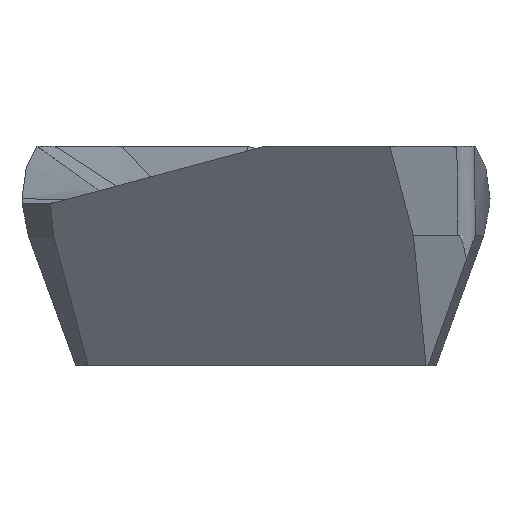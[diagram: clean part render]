
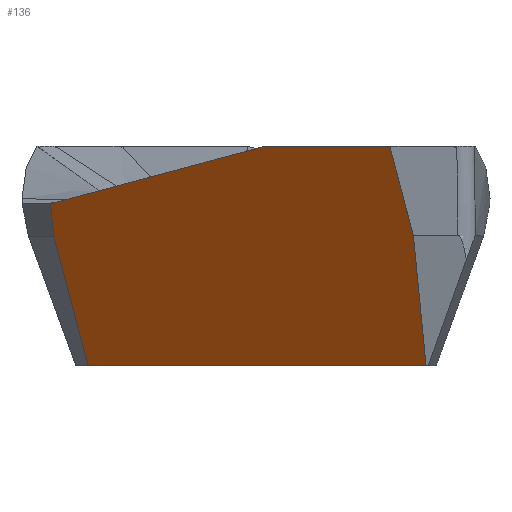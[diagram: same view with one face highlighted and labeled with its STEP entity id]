
A CAD part, left-side view. The second image highlights one B-rep face of the part: STEP entity #136.
In plain terms, the highlighted planar face has unit normal (-0.814, 0.47, -0.342).
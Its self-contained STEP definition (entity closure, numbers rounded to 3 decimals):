
#88=FACE_OUTER_BOUND('',#232,.T.);
#136=ADVANCED_FACE('',(#88),#171,.F.);
#171=PLANE('',#1043);
#232=EDGE_LOOP('',(#392,#393,#394,#395,#396,#397,#398,#399));
#392=ORIENTED_EDGE('',*,*,#674,.F.);
#393=ORIENTED_EDGE('',*,*,#675,.F.);
#394=ORIENTED_EDGE('',*,*,#673,.T.);
#395=ORIENTED_EDGE('',*,*,#676,.T.);
#396=ORIENTED_EDGE('',*,*,#590,.T.);
#397=ORIENTED_EDGE('',*,*,#677,.F.);
#398=ORIENTED_EDGE('',*,*,#678,.F.);
#399=ORIENTED_EDGE('',*,*,#679,.F.);
#511=VERTEX_POINT('',#1522);
#512=VERTEX_POINT('',#1524);
#569=VERTEX_POINT('',#2541);
#571=VERTEX_POINT('',#2576);
#572=VERTEX_POINT('',#2580);
#573=VERTEX_POINT('',#2581);
#574=VERTEX_POINT('',#2585);
#575=VERTEX_POINT('',#2587);
#590=EDGE_CURVE('',#512,#511,#832,.T.);
#673=EDGE_CURVE('',#569,#571,#870,.T.);
#674=EDGE_CURVE('',#572,#573,#871,.T.);
#675=EDGE_CURVE('',#569,#572,#872,.T.);
#676=EDGE_CURVE('',#571,#512,#873,.T.);
#677=EDGE_CURVE('',#574,#511,#874,.T.);
#678=EDGE_CURVE('',#575,#574,#875,.T.);
#679=EDGE_CURVE('',#573,#575,#876,.T.);
#832=LINE('',#1523,#902);
#870=LINE('',#2577,#940);
#871=LINE('',#2579,#941);
#872=LINE('',#2582,#942);
#873=LINE('',#2583,#943);
#874=LINE('',#2584,#944);
#875=LINE('',#2586,#945);
#876=LINE('',#2588,#946);
#902=VECTOR('',#1097,1.);
#940=VECTOR('',#1167,1.);
#941=VECTOR('',#1170,1.);
#942=VECTOR('',#1171,1.);
#943=VECTOR('',#1172,1.);
#944=VECTOR('',#1173,1.);
#945=VECTOR('',#1174,1.);
#946=VECTOR('',#1175,1.);
#1043=AXIS2_PLACEMENT_3D('',#2589,#1176,#1177);
#1097=DIRECTION('',(-0.5,-0.866,0.));
#1167=DIRECTION('',(0.339,-0.094,-0.936));
#1170=DIRECTION('',(-0.555,-0.804,0.215));
#1171=DIRECTION('',(-0.555,-0.804,0.215));
#1172=DIRECTION('',(0.249,-0.249,-0.936));
#1173=DIRECTION('',(0.341,-0.091,-0.936));
#1174=DIRECTION('',(0.251,-0.247,-0.936));
#1175=DIRECTION('',(-0.5,-0.866,0.));
#1176=DIRECTION('',(0.814,-0.47,0.342));
#1177=DIRECTION('',(-0.5,-0.866,0.));
#1522=CARTESIAN_POINT('',(-9.375,-3.878,-5.));
#1523=CARTESIAN_POINT('',(-4.927,3.826,-5.));
#1524=CARTESIAN_POINT('',(-4.927,3.826,-5.));
#2541=CARTESIAN_POINT('',(-5.982,4.686,-1.309));
#2576=CARTESIAN_POINT('',(-5.713,4.612,-2.051));
#2577=CARTESIAN_POINT('',(-5.982,4.686,-1.309));
#2579=CARTESIAN_POINT('',(-6.041,4.601,-1.286));
#2580=CARTESIAN_POINT('',(-6.041,4.601,-1.286));
#2581=CARTESIAN_POINT('',(-9.352,-0.199,0.));
#2582=CARTESIAN_POINT('',(-5.982,4.686,-1.309));
#2583=CARTESIAN_POINT('',(-5.713,4.612,-2.051));
#2584=CARTESIAN_POINT('',(-10.456,-3.588,-2.03));
#2585=CARTESIAN_POINT('',(-10.456,-3.588,-2.03));
#2586=CARTESIAN_POINT('',(-11.,-3.053,0.));
#2587=CARTESIAN_POINT('',(-11.,-3.053,0.));
#2588=CARTESIAN_POINT('',(-9.352,-0.199,0.));
#2589=CARTESIAN_POINT('',(-8.728,0.882,0.));
